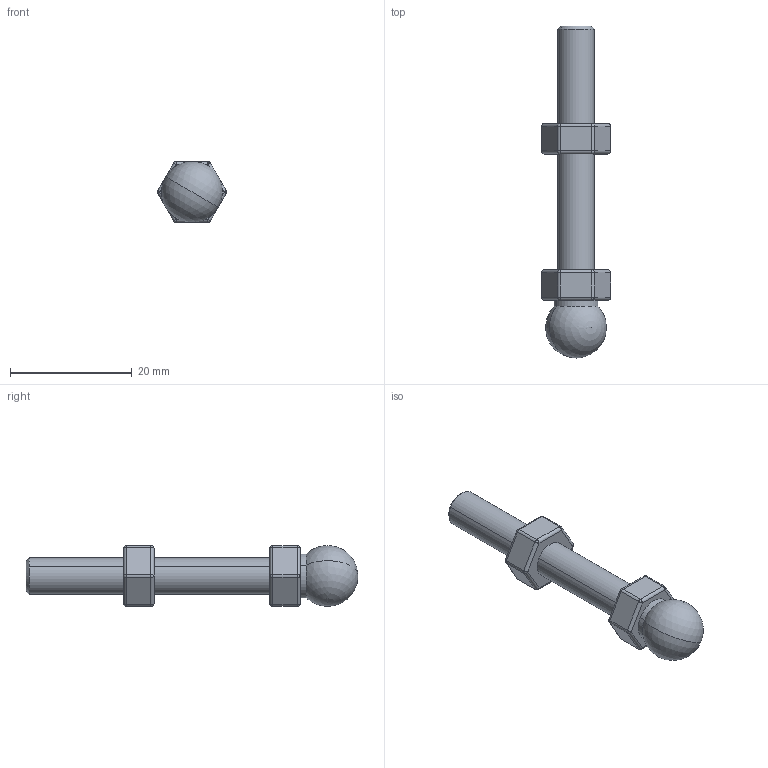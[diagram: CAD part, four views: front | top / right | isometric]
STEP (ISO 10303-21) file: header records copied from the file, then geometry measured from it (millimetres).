
FILE_DESCRIPTION (( 'STEP AP214' ), '1' );
FILE_NAME ('B818 Ñòåðæåíü îïîðû ðåãóëèðóåìîé Ì6õ40.STEP', '2025-07-18T11:29:49', ( '' ), ( '' ), 'SwSTEP 2.0', 'SolidWorks 2025', '' );
FILE_SCHEMA (( 'AUTOMOTIVE_DESIGN' ));
Length unit declared in the file: millimetre
Products named in the file (3): Стержень_00; Гайка_00; B818 Стержень опоры регулируемой М6х40
Assembly tree (2 placements, depth 2):
  B818 Стержень опоры регулируемой М6х40
    Стержень_00
    Гайка_00
Bounding box: 11.39 x 54.47 x 10 mm (x, y, z)
Volume: 2415.7 mm3; surface area: 1686.2 mm2
Topology: 2 solids, 2 shells, 92 faces, 199 edges, 100 vertices
Faces by surface type: cylinder 42, sphere 27, plane 17, cone 6
Entity records: 2390 total; most frequent: DIRECTION 466, CARTESIAN_POINT 367, ORIENTED_EDGE 356, AXIS2_PLACEMENT_3D 191, EDGE_CURVE 178, EDGE_LOOP 96, CIRCLE 94, VERTEX_POINT 92
